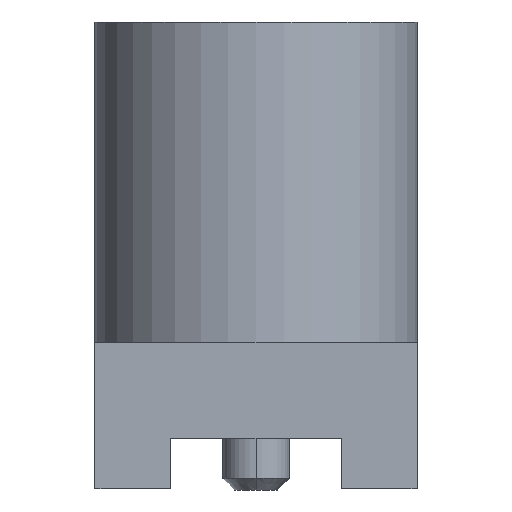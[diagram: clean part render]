
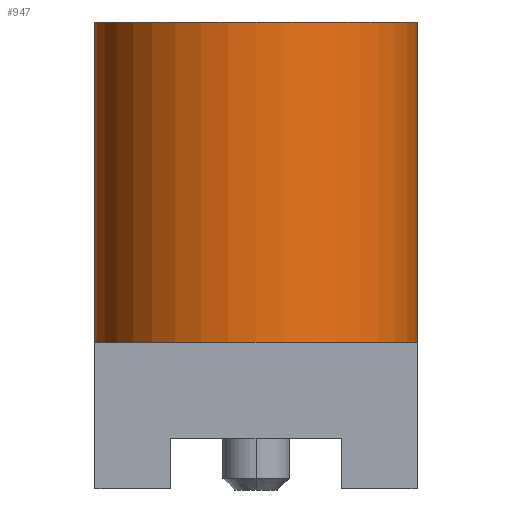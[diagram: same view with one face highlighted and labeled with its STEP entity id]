
A CAD part, left-side view. The second image highlights one B-rep face of the part: STEP entity #947.
In plain terms, the highlighted cylindrical face has radius 1.725 mm (diameter 3.45 mm), a partial arc.
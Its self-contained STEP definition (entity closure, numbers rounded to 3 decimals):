
#1=CARTESIAN_POINT('',(0.,0.,0.001));
#2=DIRECTION('',(0.,0.,1.));
#3=DIRECTION('',(0.,1.,0.));
#4=AXIS2_PLACEMENT_3D('',#1,#2,#3);
#21=DIRECTION('',(0.,0.,-1.));
#22=VECTOR('',#21,3.43);
#23=CARTESIAN_POINT('',(0.,1.725,0.001));
#24=LINE('',#23,#22);
#25=DIRECTION('',(0.,0.,-1.));
#26=VECTOR('',#25,3.43);
#27=CARTESIAN_POINT('',(0.,-1.725,0.001));
#28=LINE('',#27,#26);
#83=CARTESIAN_POINT('',(0.,0.,-3.429));
#84=DIRECTION('',(0.,0.,-1.));
#85=DIRECTION('',(-1.,0.,0.));
#86=AXIS2_PLACEMENT_3D('',#83,#84,#85);
#116=CARTESIAN_POINT('',(0.,0.,-3.429));
#117=DIRECTION('',(0.,0.,-1.));
#118=DIRECTION('',(0.,-1.,0.));
#119=AXIS2_PLACEMENT_3D('',#116,#117,#118);
#737=CARTESIAN_POINT('',(0.,-1.725,0.001));
#738=CARTESIAN_POINT('',(0.,1.725,0.001));
#739=VERTEX_POINT('',#737);
#740=VERTEX_POINT('',#738);
#741=CARTESIAN_POINT('',(-1.725,0.,-3.429));
#743=VERTEX_POINT('',#741);
#767=CARTESIAN_POINT('',(0.,-1.725,-3.429));
#769=VERTEX_POINT('',#767);
#799=CARTESIAN_POINT('',(0.,1.725,-3.429));
#800=VERTEX_POINT('',#799);
#931=CARTESIAN_POINT('',(0.,0.,0.));
#932=DIRECTION('',(0.,0.,1.));
#933=DIRECTION('',(0.,-1.,0.));
#934=AXIS2_PLACEMENT_3D('',#931,#932,#933);
#935=CYLINDRICAL_SURFACE('',#934,1.725);
#936=ORIENTED_EDGE('',*,*,#918,.T.);
#938=ORIENTED_EDGE('',*,*,#937,.T.);
#940=ORIENTED_EDGE('',*,*,#939,.T.);
#942=ORIENTED_EDGE('',*,*,#941,.T.);
#944=ORIENTED_EDGE('',*,*,#943,.F.);
#945=EDGE_LOOP('',(#936,#938,#940,#942,#944));
#946=FACE_OUTER_BOUND('',#945,.F.);
#947=ADVANCED_FACE('',(#946),#935,.T.);
#5=CIRCLE('',#4,1.725);
#87=CIRCLE('',#86,1.725);
#120=CIRCLE('',#119,1.725);
#918=EDGE_CURVE('',#740,#739,#5,.T.);
#937=EDGE_CURVE('',#739,#769,#28,.T.);
#939=EDGE_CURVE('',#769,#743,#120,.T.);
#941=EDGE_CURVE('',#743,#800,#87,.T.);
#943=EDGE_CURVE('',#740,#800,#24,.T.);
